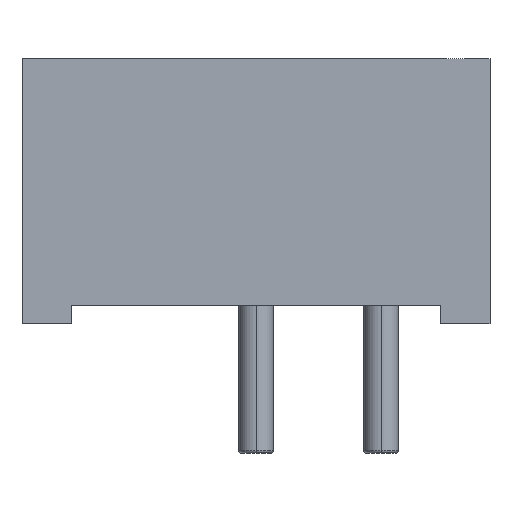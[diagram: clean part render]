
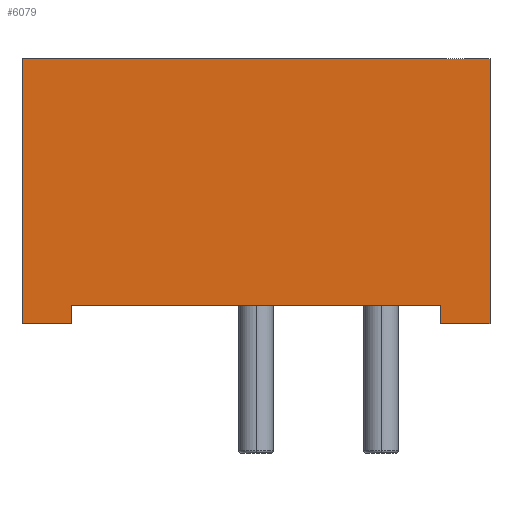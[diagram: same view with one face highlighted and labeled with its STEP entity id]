
A CAD part, left-side view. The second image highlights one B-rep face of the part: STEP entity #6079.
In plain terms, the highlighted planar face has unit normal (-1, 0, 0).
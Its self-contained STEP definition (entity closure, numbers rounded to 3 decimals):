
#288 = VERTEX_POINT('',#289);
#289 = CARTESIAN_POINT('',(-4.75,-3.75,0.));
#295 = EDGE_CURVE('',#288,#296,#298,.T.);
#296 = VERTEX_POINT('',#297);
#297 = CARTESIAN_POINT('',(-4.75,3.75,0.));
#298 = LINE('',#299,#300);
#299 = CARTESIAN_POINT('',(-4.75,-4.75,0.));
#300 = VECTOR('',#301,1.);
#301 = DIRECTION('',(0.,1.,0.));
#975 = EDGE_CURVE('',#976,#978,#980,.T.);
#976 = VERTEX_POINT('',#977);
#977 = CARTESIAN_POINT('',(-4.75,-4.75,-0.38));
#978 = VERTEX_POINT('',#979);
#979 = CARTESIAN_POINT('',(-4.75,-4.75,5.));
#980 = LINE('',#981,#982);
#981 = CARTESIAN_POINT('',(-4.75,-4.75,0.));
#982 = VECTOR('',#983,1.);
#983 = DIRECTION('',(0.,0.,1.));
#5538 = VERTEX_POINT('',#5539);
#5539 = CARTESIAN_POINT('',(-4.75,4.75,5.));
#5547 = EDGE_CURVE('',#978,#5538,#5548,.T.);
#5548 = LINE('',#5549,#5550);
#5549 = CARTESIAN_POINT('',(-4.75,-4.75,5.));
#5550 = VECTOR('',#5551,1.);
#5551 = DIRECTION('',(0.,1.,0.));
#6079 = ADVANCED_FACE('',(#6080),#6121,.T.);
#6080 = FACE_BOUND('',#6081,.T.);
#6081 = EDGE_LOOP('',(#6082,#6083,#6084,#6092,#6100,#6106,#6107,#6115));
#6082 = ORIENTED_EDGE('',*,*,#975,.T.);
#6083 = ORIENTED_EDGE('',*,*,#5547,.T.);
#6084 = ORIENTED_EDGE('',*,*,#6085,.F.);
#6085 = EDGE_CURVE('',#6086,#5538,#6088,.T.);
#6086 = VERTEX_POINT('',#6087);
#6087 = CARTESIAN_POINT('',(-4.75,4.75,-0.38));
#6088 = LINE('',#6089,#6090);
#6089 = CARTESIAN_POINT('',(-4.75,4.75,0.));
#6090 = VECTOR('',#6091,1.);
#6091 = DIRECTION('',(0.,0.,1.));
#6092 = ORIENTED_EDGE('',*,*,#6093,.F.);
#6093 = EDGE_CURVE('',#6094,#6086,#6096,.T.);
#6094 = VERTEX_POINT('',#6095);
#6095 = CARTESIAN_POINT('',(-4.75,3.75,-0.38));
#6096 = LINE('',#6097,#6098);
#6097 = CARTESIAN_POINT('',(-4.75,4.75,-0.38));
#6098 = VECTOR('',#6099,1.);
#6099 = DIRECTION('',(-0.,1.,-0.));
#6100 = ORIENTED_EDGE('',*,*,#6101,.T.);
#6101 = EDGE_CURVE('',#6094,#296,#6102,.T.);
#6102 = LINE('',#6103,#6104);
#6103 = CARTESIAN_POINT('',(-4.75,3.75,-0.38));
#6104 = VECTOR('',#6105,1.);
#6105 = DIRECTION('',(-0.,-0.,1.));
#6106 = ORIENTED_EDGE('',*,*,#295,.F.);
#6107 = ORIENTED_EDGE('',*,*,#6108,.F.);
#6108 = EDGE_CURVE('',#6109,#288,#6111,.T.);
#6109 = VERTEX_POINT('',#6110);
#6110 = CARTESIAN_POINT('',(-4.75,-3.75,-0.38));
#6111 = LINE('',#6112,#6113);
#6112 = CARTESIAN_POINT('',(-4.75,-3.75,-0.38));
#6113 = VECTOR('',#6114,1.);
#6114 = DIRECTION('',(-0.,-0.,1.));
#6115 = ORIENTED_EDGE('',*,*,#6116,.F.);
#6116 = EDGE_CURVE('',#976,#6109,#6117,.T.);
#6117 = LINE('',#6118,#6119);
#6118 = CARTESIAN_POINT('',(-4.75,-3.75,-0.38));
#6119 = VECTOR('',#6120,1.);
#6120 = DIRECTION('',(-0.,1.,-0.));
#6121 = PLANE('',#6122);
#6122 = AXIS2_PLACEMENT_3D('',#6123,#6124,#6125);
#6123 = CARTESIAN_POINT('',(-4.75,-4.75,0.));
#6124 = DIRECTION('',(-1.,0.,0.));
#6125 = DIRECTION('',(0.,0.,1.));
